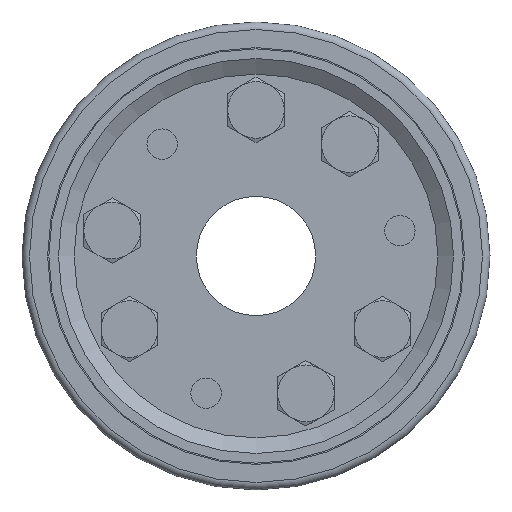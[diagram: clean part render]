
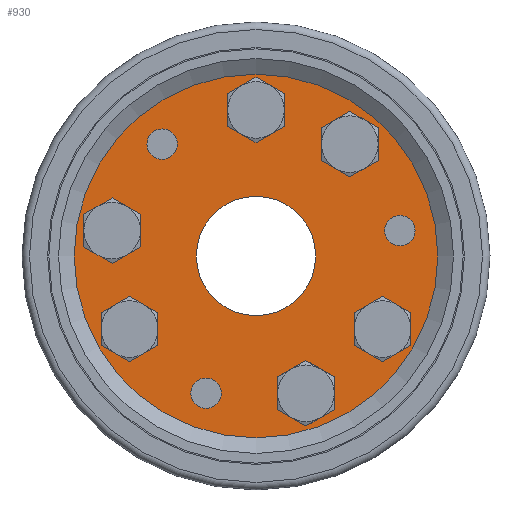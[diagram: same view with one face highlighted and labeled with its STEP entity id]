
A CAD part, left-side view. The second image highlights one B-rep face of the part: STEP entity #930.
In plain terms, the highlighted planar face has unit normal (-1, 0, 0).
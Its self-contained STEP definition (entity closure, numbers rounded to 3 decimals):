
#930 = ADVANCED_FACE( '', ( #2078, #2079, #2080, #2081, #2082, #2083, #2084, #2085, #2086, #2087, #2088 ), #2089, .T. );
#2078 = FACE_BOUND( '', #3321, .T. );
#2079 = FACE_BOUND( '', #3322, .T. );
#2080 = FACE_BOUND( '', #3323, .T. );
#2081 = FACE_OUTER_BOUND( '', #3324, .T. );
#2082 = FACE_BOUND( '', #3325, .T. );
#2083 = FACE_BOUND( '', #3326, .T. );
#2084 = FACE_BOUND( '', #3327, .T. );
#2085 = FACE_BOUND( '', #3328, .T. );
#2086 = FACE_BOUND( '', #3329, .T. );
#2087 = FACE_BOUND( '', #3330, .T. );
#2088 = FACE_BOUND( '', #3331, .T. );
#2089 = PLANE( '', #3332 );
#3321 = EDGE_LOOP( '', ( #5683 ) );
#3322 = EDGE_LOOP( '', ( #5684 ) );
#3323 = EDGE_LOOP( '', ( #5685 ) );
#3324 = EDGE_LOOP( '', ( #5686 ) );
#3325 = EDGE_LOOP( '', ( #5687 ) );
#3326 = EDGE_LOOP( '', ( #5688 ) );
#3327 = EDGE_LOOP( '', ( #5689 ) );
#3328 = EDGE_LOOP( '', ( #5690 ) );
#3329 = EDGE_LOOP( '', ( #5691 ) );
#3330 = EDGE_LOOP( '', ( #5692 ) );
#3331 = EDGE_LOOP( '', ( #5693 ) );
#3332 = AXIS2_PLACEMENT_3D( '', #5694, #5695, #5696 );
#5683 = ORIENTED_EDGE( '', *, *, #6891, .T. );
#5684 = ORIENTED_EDGE( '', *, *, #7002, .T. );
#5685 = ORIENTED_EDGE( '', *, *, #6902, .T. );
#5686 = ORIENTED_EDGE( '', *, *, #6320, .T. );
#5687 = ORIENTED_EDGE( '', *, *, #6529, .F. );
#5688 = ORIENTED_EDGE( '', *, *, #7003, .F. );
#5689 = ORIENTED_EDGE( '', *, *, #6230, .F. );
#5690 = ORIENTED_EDGE( '', *, *, #6223, .F. );
#5691 = ORIENTED_EDGE( '', *, *, #6992, .F. );
#5692 = ORIENTED_EDGE( '', *, *, #6343, .F. );
#5693 = ORIENTED_EDGE( '', *, *, #6197, .T. );
#5694 = CARTESIAN_POINT( '', ( -48.945, -16.454, -9.5 ) );
#5695 = DIRECTION( '', ( -1., 0., 0. ) );
#5696 = DIRECTION( '', ( 0., -0.866, -0.5 ) );
#6197 = EDGE_CURVE( '', #7198, #7198, #7199, .F. );
#6223 = EDGE_CURVE( '', #7242, #7242, #7243, .T. );
#6230 = EDGE_CURVE( '', #7254, #7254, #7255, .T. );
#6320 = EDGE_CURVE( '', #7412, #7412, #7413, .T. );
#6343 = EDGE_CURVE( '', #7450, #7450, #7451, .T. );
#6529 = EDGE_CURVE( '', #7748, #7748, #7749, .T. );
#6891 = EDGE_CURVE( '', #8251, #8251, #8252, .T. );
#6902 = EDGE_CURVE( '', #8267, #8267, #8268, .T. );
#6992 = EDGE_CURVE( '', #8374, #8374, #8375, .T. );
#7002 = EDGE_CURVE( '', #8385, #8385, #8386, .T. );
#7003 = EDGE_CURVE( '', #8387, #8387, #8388, .T. );
#7198 = VERTEX_POINT( '', #8638 );
#7199 = CIRCLE( '', #8639, 20. );
#7242 = VERTEX_POINT( '', #8705 );
#7243 = CIRCLE( '', #8706, 8.6 );
#7254 = VERTEX_POINT( '', #8727 );
#7255 = CIRCLE( '', #8728, 8.6 );
#7412 = VERTEX_POINT( '', #9106 );
#7413 = CIRCLE( '', #9107, 61. );
#7450 = VERTEX_POINT( '', #9226 );
#7451 = CIRCLE( '', #9227, 8.6 );
#7748 = VERTEX_POINT( '', #9729 );
#7749 = CIRCLE( '', #9730, 8.6 );
#8251 = VERTEX_POINT( '', #10766 );
#8252 = CIRCLE( '', #10767, 5.1 );
#8267 = VERTEX_POINT( '', #10788 );
#8268 = CIRCLE( '', #10789, 5.1 );
#8374 = VERTEX_POINT( '', #10949 );
#8375 = CIRCLE( '', #10950, 8.6 );
#8385 = VERTEX_POINT( '', #10966 );
#8386 = CIRCLE( '', #10967, 5.1 );
#8387 = VERTEX_POINT( '', #10968 );
#8388 = CIRCLE( '', #10969, 8.6 );
#8638 = CARTESIAN_POINT( '', ( -48.945, 0., 20. ) );
#8639 = AXIS2_PLACEMENT_3D( '', #11212, #11213, #11214 );
#8705 = CARTESIAN_POINT( '', ( -48.945, 0., 57.6 ) );
#8706 = AXIS2_PLACEMENT_3D( '', #11248, #11249, #11250 );
#8727 = CARTESIAN_POINT( '', ( -48.945, -16.759, -37.445 ) );
#8728 = AXIS2_PLACEMENT_3D( '', #11257, #11258, #11259 );
#9106 = CARTESIAN_POINT( '', ( -48.945, -52.828, -30.5 ) );
#9107 = AXIS2_PLACEMENT_3D( '', #11385, #11386, #11387 );
#9226 = CARTESIAN_POINT( '', ( -48.945, 42.435, -15.9 ) );
#9227 = AXIS2_PLACEMENT_3D( '', #11414, #11415, #11416 );
#9729 = CARTESIAN_POINT( '', ( -48.945, -42.435, -15.9 ) );
#9730 = AXIS2_PLACEMENT_3D( '', #11642, #11643, #11644 );
#10766 = CARTESIAN_POINT( '', ( -48.945, 27.08, 34.986 ) );
#10767 = AXIS2_PLACEMENT_3D( '', #11991, #11992, #11993 );
#10788 = CARTESIAN_POINT( '', ( -48.945, -52.672, 5.959 ) );
#10789 = AXIS2_PLACEMENT_3D( '', #12007, #12008, #12009 );
#10949 = CARTESIAN_POINT( '', ( -48.945, 48.256, 17.109 ) );
#10950 = AXIS2_PLACEMENT_3D( '', #12082, #12083, #12084 );
#10966 = CARTESIAN_POINT( '', ( -48.945, 12.342, -48.595 ) );
#10967 = AXIS2_PLACEMENT_3D( '', #12086, #12087, #12088 );
#10968 = CARTESIAN_POINT( '', ( -48.945, -31.497, 46.136 ) );
#10969 = AXIS2_PLACEMENT_3D( '', #12089, #12090, #12091 );
#11212 = CARTESIAN_POINT( '', ( -48.945, 0., 0. ) );
#11213 = DIRECTION( '', ( -1., 0., 0. ) );
#11214 = DIRECTION( '', ( 0., 0., 1. ) );
#11248 = CARTESIAN_POINT( '', ( -48.945, 0., 49. ) );
#11249 = DIRECTION( '', ( -1., 0., 0. ) );
#11250 = DIRECTION( '', ( 0., 0., 1. ) );
#11257 = CARTESIAN_POINT( '', ( -48.945, -16.759, -46.045 ) );
#11258 = DIRECTION( '', ( -1., 0., 0. ) );
#11259 = DIRECTION( '', ( 0., 0., 1. ) );
#11385 = CARTESIAN_POINT( '', ( -48.945, 0., 0. ) );
#11386 = DIRECTION( '', ( -1., 0., 0. ) );
#11387 = DIRECTION( '', ( 0., -0.866, -0.5 ) );
#11414 = CARTESIAN_POINT( '', ( -48.945, 42.435, -24.5 ) );
#11415 = DIRECTION( '', ( -1., 0., 0. ) );
#11416 = DIRECTION( '', ( 0., 0., 1. ) );
#11642 = CARTESIAN_POINT( '', ( -48.945, -42.435, -24.5 ) );
#11643 = DIRECTION( '', ( -1., 0., 0. ) );
#11644 = DIRECTION( '', ( 0., 0., 1. ) );
#11991 = CARTESIAN_POINT( '', ( -48.945, 31.497, 37.536 ) );
#11992 = DIRECTION( '', ( 1., 0., 0. ) );
#11993 = DIRECTION( '', ( 0., -0.866, -0.5 ) );
#12007 = CARTESIAN_POINT( '', ( -48.945, -48.256, 8.509 ) );
#12008 = DIRECTION( '', ( 1., 0., 0. ) );
#12009 = DIRECTION( '', ( 0., -0.866, -0.5 ) );
#12082 = CARTESIAN_POINT( '', ( -48.945, 48.256, 8.509 ) );
#12083 = DIRECTION( '', ( -1., 0., 0. ) );
#12084 = DIRECTION( '', ( 0., 0., 1. ) );
#12086 = CARTESIAN_POINT( '', ( -48.945, 16.759, -46.045 ) );
#12087 = DIRECTION( '', ( 1., 0., 0. ) );
#12088 = DIRECTION( '', ( 0., -0.866, -0.5 ) );
#12089 = CARTESIAN_POINT( '', ( -48.945, -31.497, 37.536 ) );
#12090 = DIRECTION( '', ( -1., 0., 0. ) );
#12091 = DIRECTION( '', ( 0., 0., 1. ) );
